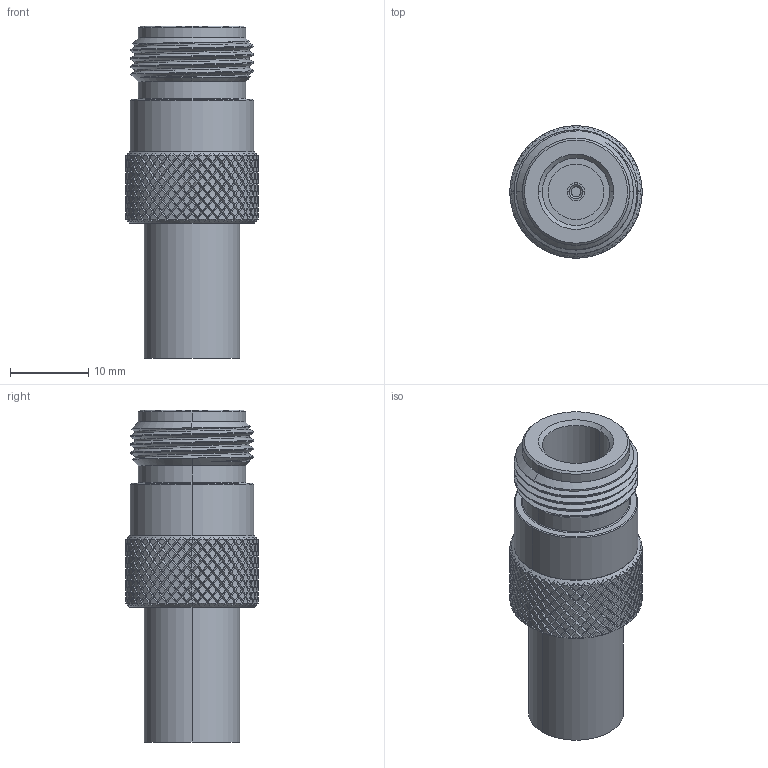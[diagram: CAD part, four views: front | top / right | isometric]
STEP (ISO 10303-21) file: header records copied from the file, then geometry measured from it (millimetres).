
FILE_DESCRIPTION (( 'STEP AP203' ), '1' );
FILE_NAME ('PE4435.step', '2018-11-19T22:20:11', ( '' ), ( '' ), 'SwSTEP 2.0', 'SolidWorks 2017', '' );
FILE_SCHEMA (( 'CONFIG_CONTROL_DESIGN' ));
Products named in the file (1): PE4435
Bounding box: 16.94 x 16.94 x 42.52 mm (x, y, z)
Volume: 5203 mm3; surface area: 4110.9 mm2
Topology: 2 solids, 2 shells, 2499 faces, 5231 edges, 2745 vertices
Faces by surface type: bspline 1925, cylinder 526, plane 25, cone 23
Entity records: 105290 total; most frequent: CARTESIAN_POINT 73792, ORIENTED_EDGE 10462, EDGE_CURVE 5231, VERTEX_POINT 2745, EDGE_LOOP 2510, ADVANCED_FACE 2499, FACE_OUTER_BOUND 2499, B_SPLINE_CURVE_WITH_KNOTS 2117
